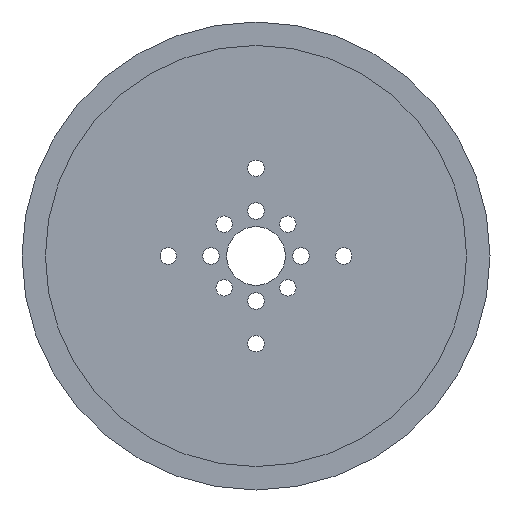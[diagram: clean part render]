
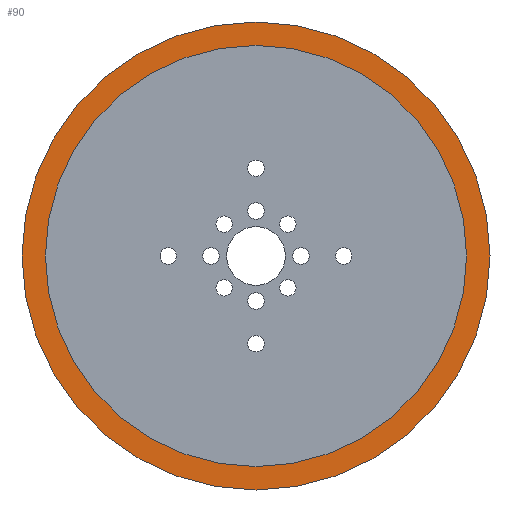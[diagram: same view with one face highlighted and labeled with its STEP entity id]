
A CAD part, front view. The second image highlights one B-rep face of the part: STEP entity #90.
In plain terms, the highlighted planar face has unit normal (0, -1, 0).
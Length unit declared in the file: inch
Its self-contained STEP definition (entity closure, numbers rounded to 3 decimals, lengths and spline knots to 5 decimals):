
#30 = EDGE_LOOP ( 'NONE', ( #331, #599 ) ) ;
#90 = ADVANCED_FACE ( 'NONE', ( #184, #1242 ), #526, .F. ) ;
#184 = FACE_OUTER_BOUND ( 'NONE', #30, .T. ) ;
#213 = DIRECTION ( 'NONE',  ( 0., 1., 0. ) ) ;
#256 = CARTESIAN_POINT ( 'NONE',  ( 0., 0., 2. ) ) ;
#257 = DIRECTION ( 'NONE',  ( 0., 1., 0. ) ) ;
#331 = ORIENTED_EDGE ( 'NONE', *, *, #749, .F. ) ;
#359 = CARTESIAN_POINT ( 'NONE',  ( 0., 0., 0. ) ) ;
#436 = CARTESIAN_POINT ( 'NONE',  ( 0., 0., 0. ) ) ;
#439 = CARTESIAN_POINT ( 'NONE',  ( 0., 0., 0. ) ) ;
#442 = AXIS2_PLACEMENT_3D ( 'NONE', #436, #1144, #532 ) ;
#457 = DIRECTION ( 'NONE',  ( 0., 0., 1. ) ) ;
#486 = CIRCLE ( 'NONE', #442, 2. ) ;
#500 = CARTESIAN_POINT ( 'NONE',  ( 0., 0., 1.8 ) ) ;
#518 = VERTEX_POINT ( 'NONE', #673 ) ;
#522 = VERTEX_POINT ( 'NONE', #769 ) ;
#526 = PLANE ( 'NONE',  #993 ) ;
#532 = DIRECTION ( 'NONE',  ( 0., 0., 1. ) ) ;
#593 = DIRECTION ( 'NONE',  ( 0., 0., 1. ) ) ;
#598 = CARTESIAN_POINT ( 'NONE',  ( 0., 0., 0. ) ) ;
#599 = ORIENTED_EDGE ( 'NONE', *, *, #899, .F. ) ;
#621 = AXIS2_PLACEMENT_3D ( 'NONE', #598, #1297, #694 ) ;
#638 = EDGE_CURVE ( 'NONE', #518, #702, #648, .T. ) ;
#648 = CIRCLE ( 'NONE', #621, 1.8 ) ;
#673 = CARTESIAN_POINT ( 'NONE',  ( 0., 0., -1.8 ) ) ;
#694 = DIRECTION ( 'NONE',  ( 0., 0., 1. ) ) ;
#702 = VERTEX_POINT ( 'NONE', #500 ) ;
#732 = AXIS2_PLACEMENT_3D ( 'NONE', #804, #213, #911 ) ;
#743 = EDGE_LOOP ( 'NONE', ( #866, #1138 ) ) ;
#749 = EDGE_CURVE ( 'NONE', #522, #1021, #975, .T. ) ;
#769 = CARTESIAN_POINT ( 'NONE',  ( 0., 0., -2. ) ) ;
#804 = CARTESIAN_POINT ( 'NONE',  ( 0., 0., 0. ) ) ;
#848 = AXIS2_PLACEMENT_3D ( 'NONE', #359, #1059, #457 ) ;
#866 = ORIENTED_EDGE ( 'NONE', *, *, #638, .T. ) ;
#899 = EDGE_CURVE ( 'NONE', #1021, #522, #486, .T. ) ;
#911 = DIRECTION ( 'NONE',  ( 0., 0., 1. ) ) ;
#922 = CIRCLE ( 'NONE', #848, 1.8 ) ;
#975 = CIRCLE ( 'NONE', #732, 2. ) ;
#993 = AXIS2_PLACEMENT_3D ( 'NONE', #439, #257, #593 ) ;
#1019 = EDGE_CURVE ( 'NONE', #702, #518, #922, .T. ) ;
#1021 = VERTEX_POINT ( 'NONE', #256 ) ;
#1059 = DIRECTION ( 'NONE',  ( 0., 1., 0. ) ) ;
#1138 = ORIENTED_EDGE ( 'NONE', *, *, #1019, .T. ) ;
#1144 = DIRECTION ( 'NONE',  ( 0., 1., 0. ) ) ;
#1242 = FACE_BOUND ( 'NONE', #743, .T. ) ;
#1297 = DIRECTION ( 'NONE',  ( 0., 1., 0. ) ) ;
